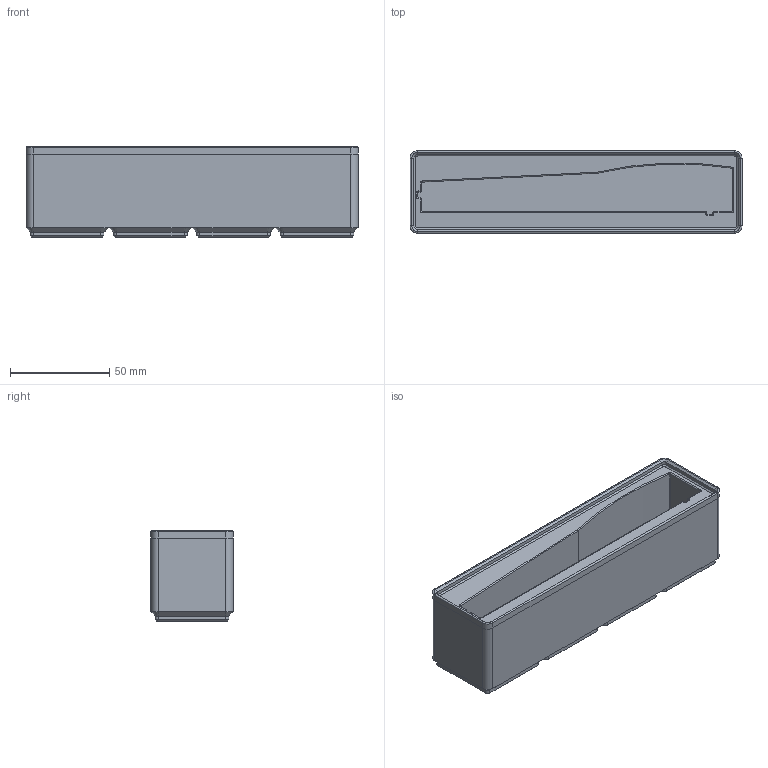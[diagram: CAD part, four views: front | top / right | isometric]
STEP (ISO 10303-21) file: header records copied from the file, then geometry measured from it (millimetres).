
FILE_DESCRIPTION(('FreeCAD Model'),'2;1');
FILE_NAME('Open CASCADE Shape Model','2024-04-22T21:25:53',(''),(''), 'Open CASCADE STEP processor 7.6','FreeCAD','Unknown');
FILE_SCHEMA(('AUTOMOTIVE_DESIGN { 1 0 10303 214 1 1 1 1 }'));
Length unit declared in the file: millimetre
Products named in the file (1): Body
Bounding box: 167.5 x 41.5 x 45.69 mm (x, y, z)
Volume: 179834.2 mm3; surface area: 45838.9 mm2
Topology: 1 solids, 1 shells, 349 faces, 792 edges, 457 vertices
Faces by surface type: plane 233, cylinder 58, cone 40, torus 13, sphere 5
Entity records: 9518 total; most frequent: DIRECTION 1726, CARTESIAN_POINT 1658, ORIENTED_EDGE 1574, EDGE_CURVE 787, AXIS2_PLACEMENT_3D 653, VERTEX_POINT 457, LINE 420, VECTOR 420
